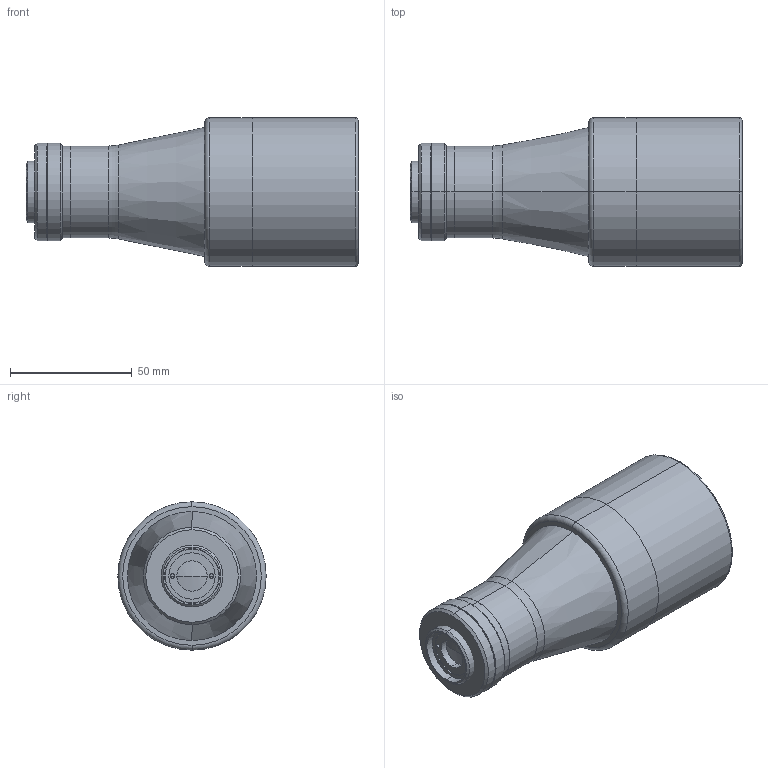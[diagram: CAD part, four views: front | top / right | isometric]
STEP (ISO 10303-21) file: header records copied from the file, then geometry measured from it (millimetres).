
FILE_DESCRIPTION (( 'STEP AP214' ), '1' );
FILE_NAME ('TC1336.STEP', '2013-04-04T09:15:27', ( 'Work' ), ( '' ), 'SwSTEP 2.0', 'SolidWorks 2012', '' );
FILE_SCHEMA (( 'AUTOMOTIVE_DESIGN' ));
Length unit declared in the file: millimetre
Products named in the file (1): TC1336
Bounding box: 136.51 x 61 x 61 mm (x, y, z)
Surface area: 36867.2 mm2 (no closed solid volume)
Topology: 0 solids, 12 shells, 77 faces, 202 edges, 141 vertices
Faces by surface type: cylinder 34, plane 22, cone 11, torus 6, sphere 4
Entity records: 3326 total; most frequent: DIRECTION 497, CARTESIAN_POINT 433, ORIENTED_EDGE 332, AXIS2_PLACEMENT_3D 221, EDGE_CURVE 202, CIRCLE 143, VERTEX_POINT 141, EDGE_LOOP 102
